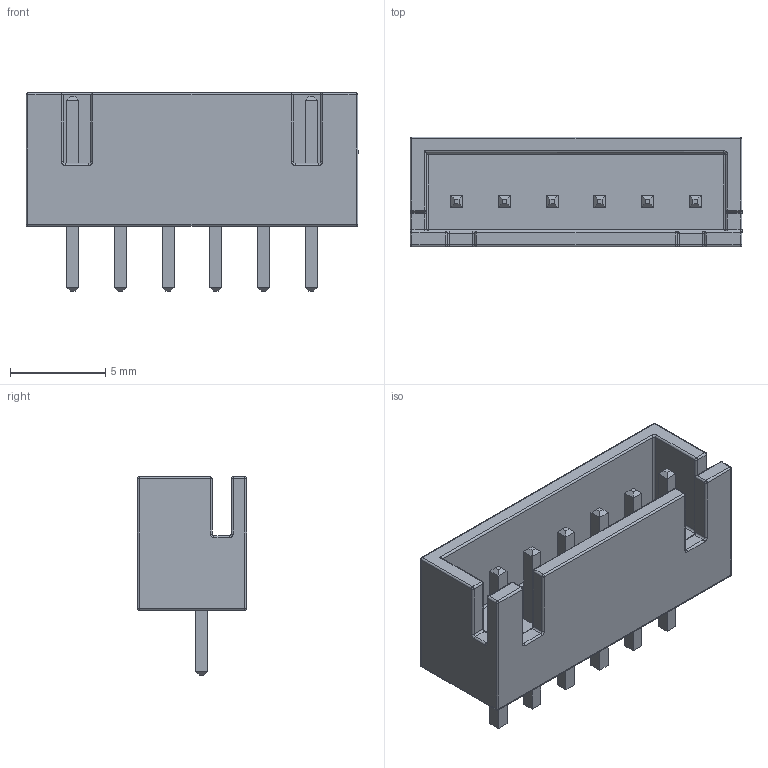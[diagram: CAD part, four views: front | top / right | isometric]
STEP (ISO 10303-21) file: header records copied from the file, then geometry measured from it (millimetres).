
FILE_DESCRIPTION( ( '' ), ' ' );
FILE_NAME( '5bf9378ea30d3414ec991e64.step', '2018-11-24T11:35:42', ( '' ), ( '' ), ' ', ' ', ' ' );
FILE_SCHEMA( ( 'AUTOMOTIVE_DESIGN { 1 0 10303 214 1 1 1 1 }' ) );
Length unit declared in the file: metre
Products named in the file (13): Open CASCADE STEP translator 6.8 2; Open CASCADE STEP translator 6.8 1
Bounding box: 17.4 x 5.75 x 10.4 mm (x, y, z)
Volume: 402.3 mm3; surface area: 814.7 mm2
Topology: 13 solids, 13 shells, 247 faces, 510 edges, 288 vertices
Faces by surface type: plane 144, cylinder 63, sphere 23, torus 16, bspline 1
Entity records: 10990 total; most frequent: DIRECTION 1157, CARTESIAN_POINT 1097, ORIENTED_EDGE 1018, STYLED_ITEM 756, PRESENTATION_STYLE_ASSIGNMENT 756, COLOUR_RGB 756, EDGE_CURVE 509, CURVE_STYLE 509
